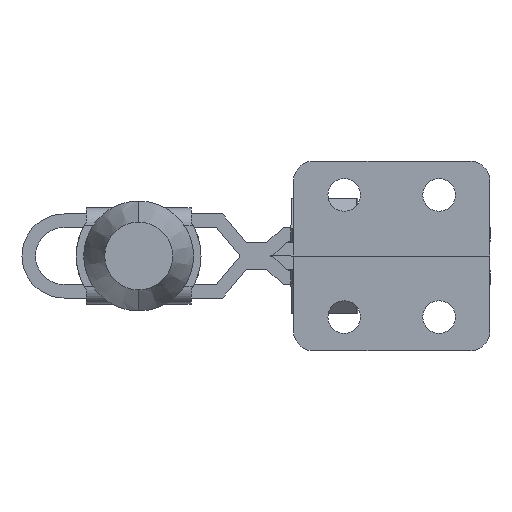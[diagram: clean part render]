
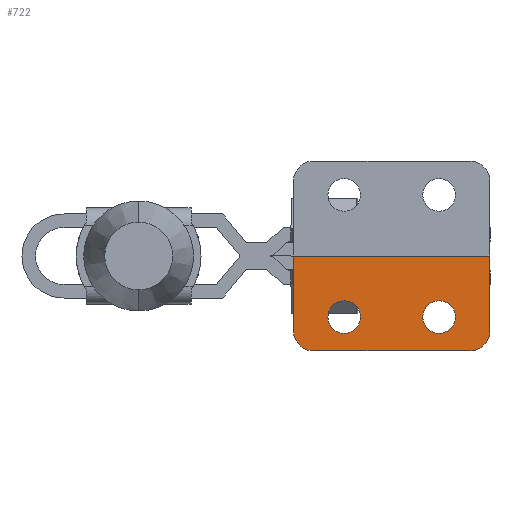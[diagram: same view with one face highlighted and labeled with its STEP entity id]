
A CAD part, front view. The second image highlights one B-rep face of the part: STEP entity #722.
In plain terms, the highlighted planar face has unit normal (0, -1, 0).
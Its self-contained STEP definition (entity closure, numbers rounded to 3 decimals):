
#189 = FACE_BOUND ( 'NONE', #6227, .T. ) ;
#263 = CARTESIAN_POINT ( 'NONE',  ( 0., 0., -2. ) ) ;
#317 = FACE_OUTER_BOUND ( 'NONE', #4023, .T. ) ;
#349 = FACE_BOUND ( 'NONE', #4725, .T. ) ;
#510 = AXIS2_PLACEMENT_3D ( 'NONE', #6010, #1498, #6778 ) ;
#617 = AXIS2_PLACEMENT_3D ( 'NONE', #8324, #3962, #8997 ) ;
#722 = ADVANCED_FACE ( 'NONE', ( #349, #189, #317 ), #5971, .F. ) ;
#746 = CARTESIAN_POINT ( 'NONE',  ( -9.9, 0., -9. ) ) ;
#842 = EDGE_CURVE ( 'NONE', #5196, #1862, #8351, .T. ) ;
#968 = EDGE_CURVE ( 'NONE', #8372, #1466, #4296, .T. ) ;
#1020 = CARTESIAN_POINT ( 'NONE',  ( -19.1, 0., -9. ) ) ;
#1098 = DIRECTION ( 'NONE',  ( 0., 0., 1. ) ) ;
#1132 = ORIENTED_EDGE ( 'NONE', *, *, #8266, .F. ) ;
#1411 = VERTEX_POINT ( 'NONE', #9527 ) ;
#1466 = VERTEX_POINT ( 'NONE', #7319 ) ;
#1498 = DIRECTION ( 'NONE',  ( 0., 1., 0. ) ) ;
#1644 = DIRECTION ( 'NONE',  ( 0., 1., 0. ) ) ;
#1741 = LINE ( 'NONE', #4166, #3778 ) ;
#1785 = AXIS2_PLACEMENT_3D ( 'NONE', #4252, #4266, #4280 ) ;
#1862 = VERTEX_POINT ( 'NONE', #5752 ) ;
#1907 = CARTESIAN_POINT ( 'NONE',  ( -21.5, 0., -9. ) ) ;
#1961 = VECTOR ( 'NONE', #7336, 1000. ) ;
#2126 = CARTESIAN_POINT ( 'NONE',  ( -29., 0., -2. ) ) ;
#2414 = CIRCLE ( 'NONE', #5052, 2.4 ) ;
#2517 = CIRCLE ( 'NONE', #617, 2.4 ) ;
#2580 = DIRECTION ( 'NONE',  ( 0., 1., 0. ) ) ;
#2673 = DIRECTION ( 'NONE',  ( 1., 0., 0. ) ) ;
#2692 = EDGE_CURVE ( 'NONE', #4436, #5723, #2517, .T. ) ;
#2806 = CARTESIAN_POINT ( 'NONE',  ( 0., 0., 0. ) ) ;
#2820 = DIRECTION ( 'NONE',  ( 1., 0., 0. ) ) ;
#2873 = VERTEX_POINT ( 'NONE', #3407 ) ;
#2959 = ORIENTED_EDGE ( 'NONE', *, *, #842, .F. ) ;
#2964 = ORIENTED_EDGE ( 'NONE', *, *, #3185, .T. ) ;
#3185 = EDGE_CURVE ( 'NONE', #9030, #2873, #2414, .T. ) ;
#3222 = ORIENTED_EDGE ( 'NONE', *, *, #2692, .T. ) ;
#3407 = CARTESIAN_POINT ( 'NONE',  ( -23.9, 0., -9. ) ) ;
#3535 = EDGE_CURVE ( 'NONE', #8372, #1862, #5915, .T. ) ;
#3584 = AXIS2_PLACEMENT_3D ( 'NONE', #5979, #2580, #5999 ) ;
#3778 = VECTOR ( 'NONE', #5636, 1000. ) ;
#3813 = ORIENTED_EDGE ( 'NONE', *, *, #7169, .F. ) ;
#3962 = DIRECTION ( 'NONE',  ( 0., 1., 0. ) ) ;
#4023 = EDGE_LOOP ( 'NONE', ( #2959, #9177, #1132, #3813, #9186, #6492 ) ) ;
#4125 = AXIS2_PLACEMENT_3D ( 'NONE', #1907, #7151, #2673 ) ;
#4166 = CARTESIAN_POINT ( 'NONE',  ( -3., 0., -14. ) ) ;
#4247 = EDGE_CURVE ( 'NONE', #2873, #9030, #4631, .T. ) ;
#4252 = CARTESIAN_POINT ( 'NONE',  ( -3., 0., -11. ) ) ;
#4266 = DIRECTION ( 'NONE',  ( 0., 1., 0. ) ) ;
#4280 = DIRECTION ( 'NONE',  ( 1., 0., 0. ) ) ;
#4296 = CIRCLE ( 'NONE', #1785, 3. ) ;
#4412 = VECTOR ( 'NONE', #1098, 1000. ) ;
#4436 = VERTEX_POINT ( 'NONE', #9363 ) ;
#4442 = CARTESIAN_POINT ( 'NONE',  ( -21.5, 0., -9. ) ) ;
#4631 = CIRCLE ( 'NONE', #4125, 2.4 ) ;
#4725 = EDGE_LOOP ( 'NONE', ( #2964, #6261 ) ) ;
#5052 = AXIS2_PLACEMENT_3D ( 'NONE', #4442, #9436, #5184 ) ;
#5184 = DIRECTION ( 'NONE',  ( 1., 0., 0. ) ) ;
#5196 = VERTEX_POINT ( 'NONE', #7620 ) ;
#5636 = DIRECTION ( 'NONE',  ( -1., 0., 0. ) ) ;
#5723 = VERTEX_POINT ( 'NONE', #746 ) ;
#5752 = CARTESIAN_POINT ( 'NONE',  ( 0., 0., 0. ) ) ;
#5915 = LINE ( 'NONE', #263, #4412 ) ;
#5947 = ORIENTED_EDGE ( 'NONE', *, *, #8746, .T. ) ;
#5971 = PLANE ( 'NONE',  #3584 ) ;
#5979 = CARTESIAN_POINT ( 'NONE',  ( 0., 0., -2. ) ) ;
#5999 = DIRECTION ( 'NONE',  ( -1., 0., 0. ) ) ;
#6010 = CARTESIAN_POINT ( 'NONE',  ( -7.5, 0., -9. ) ) ;
#6157 = CARTESIAN_POINT ( 'NONE',  ( -26., 0., -11. ) ) ;
#6197 = CIRCLE ( 'NONE', #7632, 3. ) ;
#6227 = EDGE_LOOP ( 'NONE', ( #3222, #5947 ) ) ;
#6261 = ORIENTED_EDGE ( 'NONE', *, *, #4247, .T. ) ;
#6492 = ORIENTED_EDGE ( 'NONE', *, *, #3535, .T. ) ;
#6775 = CIRCLE ( 'NONE', #510, 2.4 ) ;
#6778 = DIRECTION ( 'NONE',  ( 1., 0., 0. ) ) ;
#6916 = DIRECTION ( 'NONE',  ( 1., 0., 0. ) ) ;
#7151 = DIRECTION ( 'NONE',  ( 0., 1., 0. ) ) ;
#7169 = EDGE_CURVE ( 'NONE', #1466, #7327, #1741, .T. ) ;
#7319 = CARTESIAN_POINT ( 'NONE',  ( -3., 0., -14. ) ) ;
#7324 = CARTESIAN_POINT ( 'NONE',  ( -26., 0., -14. ) ) ;
#7327 = VERTEX_POINT ( 'NONE', #7324 ) ;
#7336 = DIRECTION ( 'NONE',  ( 0., 0., 1. ) ) ;
#7620 = CARTESIAN_POINT ( 'NONE',  ( -29., 0., 0. ) ) ;
#7632 = AXIS2_PLACEMENT_3D ( 'NONE', #6157, #1644, #6916 ) ;
#7887 = LINE ( 'NONE', #2126, #1961 ) ;
#8266 = EDGE_CURVE ( 'NONE', #7327, #1411, #6197, .T. ) ;
#8324 = CARTESIAN_POINT ( 'NONE',  ( -7.5, 0., -9. ) ) ;
#8351 = LINE ( 'NONE', #2806, #8578 ) ;
#8372 = VERTEX_POINT ( 'NONE', #8414 ) ;
#8414 = CARTESIAN_POINT ( 'NONE',  ( 0., 0., -11. ) ) ;
#8578 = VECTOR ( 'NONE', #2820, 1000. ) ;
#8652 = EDGE_CURVE ( 'NONE', #1411, #5196, #7887, .T. ) ;
#8746 = EDGE_CURVE ( 'NONE', #5723, #4436, #6775, .T. ) ;
#8997 = DIRECTION ( 'NONE',  ( 1., 0., 0. ) ) ;
#9030 = VERTEX_POINT ( 'NONE', #1020 ) ;
#9177 = ORIENTED_EDGE ( 'NONE', *, *, #8652, .F. ) ;
#9186 = ORIENTED_EDGE ( 'NONE', *, *, #968, .F. ) ;
#9363 = CARTESIAN_POINT ( 'NONE',  ( -5.1, 0., -9. ) ) ;
#9436 = DIRECTION ( 'NONE',  ( 0., 1., 0. ) ) ;
#9527 = CARTESIAN_POINT ( 'NONE',  ( -29., 0., -11. ) ) ;
